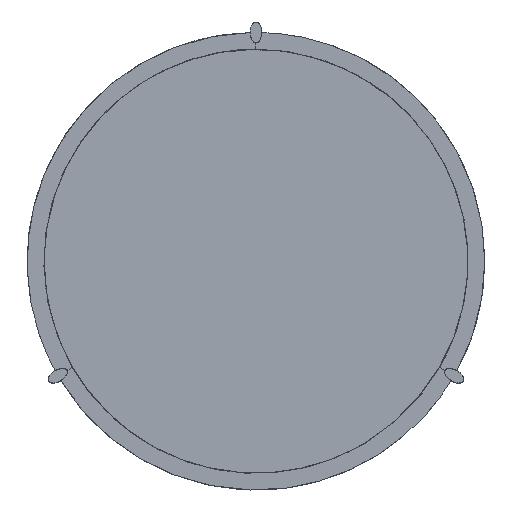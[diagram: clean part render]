
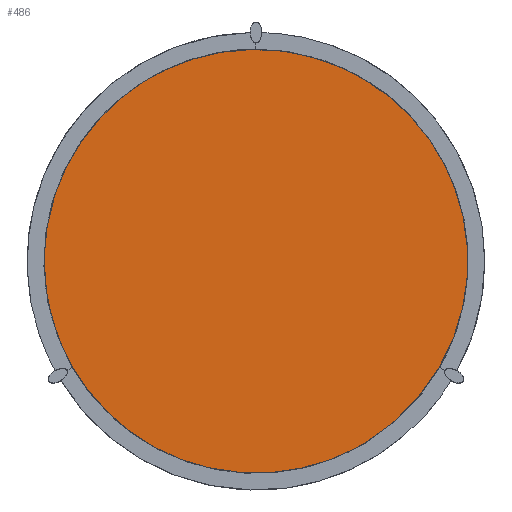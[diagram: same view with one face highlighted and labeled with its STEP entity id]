
A CAD part, top view. The second image highlights one B-rep face of the part: STEP entity #486.
In plain terms, the highlighted planar face has unit normal (0, 0, 1).
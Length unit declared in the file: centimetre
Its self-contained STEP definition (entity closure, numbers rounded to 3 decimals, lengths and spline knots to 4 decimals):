
#486=ADVANCED_FACE('',(#573),#1676,.T.);
#573=FACE_OUTER_BOUND('',#660,.T.);
#660=EDGE_LOOP('',(#750));
#750=ORIENTED_EDGE('',*,*,#1145,.T.);
#1145=EDGE_CURVE('',#1470,#1470,#1406,.T.);
#1406=(
BOUNDED_CURVE()
B_SPLINE_CURVE(2,(#1951,#1952,#1953,#1954,#1955,#1956,#1957,#1958,#1959),
 .UNSPECIFIED.,.T.,.F.)
B_SPLINE_CURVE_WITH_KNOTS((3,2,2,2,3),(-4071.5041,-3053.6281,
-2035.752,-1017.876,0.),.UNSPECIFIED.)
CURVE()
GEOMETRIC_REPRESENTATION_ITEM()
RATIONAL_B_SPLINE_CURVE((1.,0.707,1.,0.707,1.,0.707,
1.,0.707,1.))
REPRESENTATION_ITEM('')
);
#1470=VERTEX_POINT('',#1950);
#1676=PLANE('',#1782);
#1782=AXIS2_PLACEMENT_3D('',#1947,#1864,$);
#1864=DIRECTION('',(0.,0.,1.));
#1947=CARTESIAN_POINT('',(91.0534,147.2645,72.));
#1950=CARTESIAN_POINT('',(96.9958,-19.4188,72.));
#1951=CARTESIAN_POINT('',(96.9958,-19.4188,72.));
#1952=CARTESIAN_POINT('',(152.484,14.0491,72.));
#1953=CARTESIAN_POINT('',(119.0162,69.5373,72.));
#1954=CARTESIAN_POINT('',(85.5483,125.0255,72.));
#1955=CARTESIAN_POINT('',(30.0601,91.5577,72.));
#1956=CARTESIAN_POINT('',(-25.4281,58.0898,72.));
#1957=CARTESIAN_POINT('',(8.0397,2.6016,72.));
#1958=CARTESIAN_POINT('',(41.5075,-52.8866,72.));
#1959=CARTESIAN_POINT('',(96.9958,-19.4188,72.));
